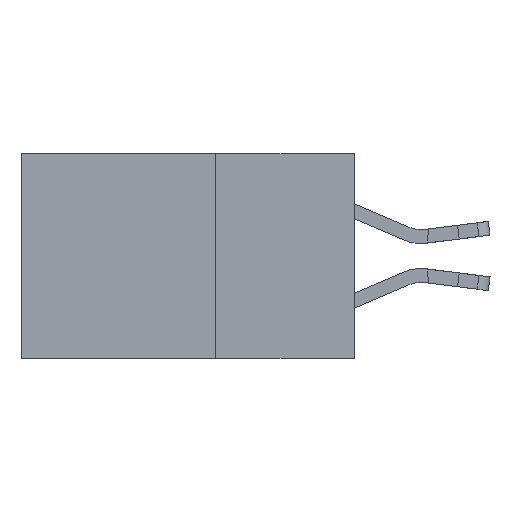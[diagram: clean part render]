
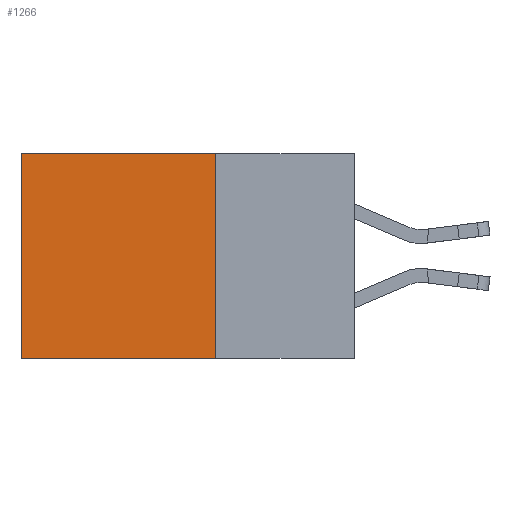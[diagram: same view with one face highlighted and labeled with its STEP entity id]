
A CAD part, left-side view. The second image highlights one B-rep face of the part: STEP entity #1266.
In plain terms, the highlighted planar face has unit normal (-1, 0, 0).
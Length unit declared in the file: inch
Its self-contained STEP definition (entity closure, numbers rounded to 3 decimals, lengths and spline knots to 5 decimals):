
#819 = EDGE_CURVE ( 'NONE', #10459, #4780, #13257, .T. ) ;
#1266 = ADVANCED_FACE ( 'NONE', ( #2892 ), #7290, .F. ) ;
#1987 = CARTESIAN_POINT ( 'NONE',  ( 0.2615, 0.25, -0.37 ) ) ;
#2102 = VECTOR ( 'NONE', #3624, 39.37008 ) ;
#2398 = CARTESIAN_POINT ( 'NONE',  ( 0.2615, 0.25, -0.37 ) ) ;
#2892 = FACE_OUTER_BOUND ( 'NONE', #8860, .T. ) ;
#3624 = DIRECTION ( 'NONE',  ( 0., 0., -1. ) ) ;
#4676 = EDGE_CURVE ( 'NONE', #4780, #12126, #11803, .T. ) ;
#4780 = VERTEX_POINT ( 'NONE', #10277 ) ;
#4920 = VECTOR ( 'NONE', #12060, 39.37008 ) ;
#5158 = VECTOR ( 'NONE', #15289, 39.37008 ) ;
#5962 = VECTOR ( 'NONE', #8118, 39.37008 ) ;
#5970 = CARTESIAN_POINT ( 'NONE',  ( 0.2615, 0.25, 0. ) ) ;
#6708 = EDGE_CURVE ( 'NONE', #10459, #11929, #12492, .T. ) ;
#7290 = PLANE ( 'NONE',  #8776 ) ;
#7512 = ORIENTED_EDGE ( 'NONE', *, *, #14841, .F. ) ;
#7713 = DIRECTION ( 'NONE',  ( 0., 0., -1. ) ) ;
#7771 = DIRECTION ( 'NONE',  ( 1., 0., 0. ) ) ;
#8118 = DIRECTION ( 'NONE',  ( 0., 1., 0. ) ) ;
#8178 = CARTESIAN_POINT ( 'NONE',  ( 0.2615, 0.25, 0. ) ) ;
#8776 = AXIS2_PLACEMENT_3D ( 'NONE', #2398, #7771, #7713 ) ;
#8860 = EDGE_LOOP ( 'NONE', ( #14713, #7512, #16065, #13917 ) ) ;
#8903 = CARTESIAN_POINT ( 'NONE',  ( 0.2615, 0.25, -0.37 ) ) ;
#10088 = CARTESIAN_POINT ( 'NONE',  ( 0.2615, 0.25, -0.37 ) ) ;
#10277 = CARTESIAN_POINT ( 'NONE',  ( 0.2615, 0.6, 0. ) ) ;
#10459 = VERTEX_POINT ( 'NONE', #8178 ) ;
#11803 = LINE ( 'NONE', #11820, #4920 ) ;
#11820 = CARTESIAN_POINT ( 'NONE',  ( 0.2615, 0.6, -0.37 ) ) ;
#11929 = VERTEX_POINT ( 'NONE', #1987 ) ;
#12060 = DIRECTION ( 'NONE',  ( 0., 0., -1. ) ) ;
#12126 = VERTEX_POINT ( 'NONE', #16507 ) ;
#12434 = LINE ( 'NONE', #8903, #5158 ) ;
#12492 = LINE ( 'NONE', #10088, #2102 ) ;
#13257 = LINE ( 'NONE', #5970, #5962 ) ;
#13917 = ORIENTED_EDGE ( 'NONE', *, *, #819, .T. ) ;
#14713 = ORIENTED_EDGE ( 'NONE', *, *, #4676, .T. ) ;
#14841 = EDGE_CURVE ( 'NONE', #11929, #12126, #12434, .T. ) ;
#15289 = DIRECTION ( 'NONE',  ( 0., 1., 0. ) ) ;
#16065 = ORIENTED_EDGE ( 'NONE', *, *, #6708, .F. ) ;
#16507 = CARTESIAN_POINT ( 'NONE',  ( 0.2615, 0.6, -0.37 ) ) ;
